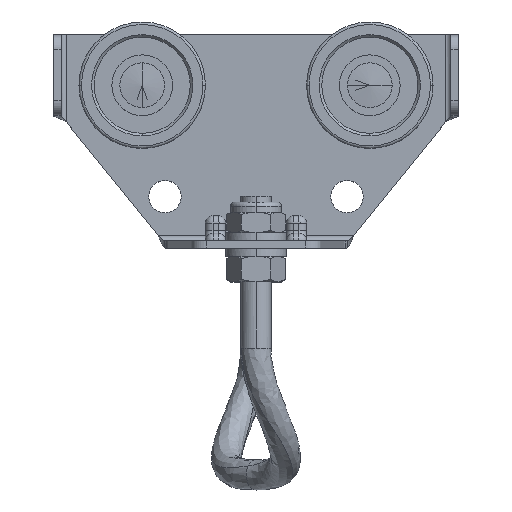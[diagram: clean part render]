
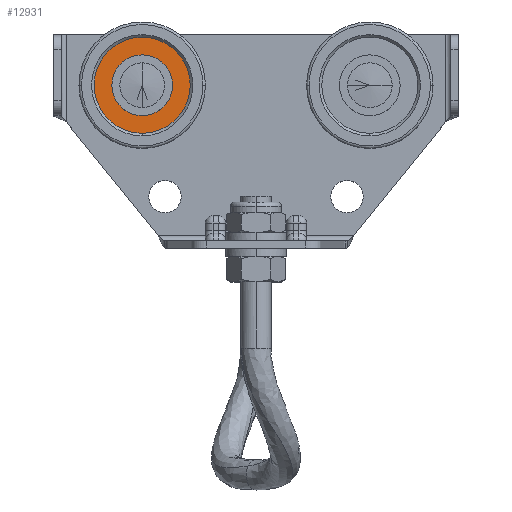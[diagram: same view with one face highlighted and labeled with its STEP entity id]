
A CAD part, top view. The second image highlights one B-rep face of the part: STEP entity #12931.
In plain terms, the highlighted planar face has unit normal (0, 0, 1).
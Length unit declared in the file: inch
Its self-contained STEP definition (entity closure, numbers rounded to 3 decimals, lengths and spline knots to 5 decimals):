
#131 = EDGE_LOOP ( 'NONE', ( #12948, #14643 ) ) ;
#298 = CARTESIAN_POINT ( 'NONE',  ( -0.88583, -0.3937, 0.45276 ) ) ;
#732 = DIRECTION ( 'NONE',  ( 0., 0., 1. ) ) ;
#1326 = CARTESIAN_POINT ( 'NONE',  ( -0.88583, -0.3937, 0.45276 ) ) ;
#1876 = ORIENTED_EDGE ( 'NONE', *, *, #16286, .T. ) ;
#2411 = DIRECTION ( 'NONE',  ( 1., 0., 0. ) ) ;
#2470 = AXIS2_PLACEMENT_3D ( 'NONE', #298, #13503, #5854 ) ;
#3657 = AXIS2_PLACEMENT_3D ( 'NONE', #10868, #5576, #16945 ) ;
#3724 = DIRECTION ( 'NONE',  ( 0., 0., -1. ) ) ;
#3968 = VERTEX_POINT ( 'NONE', #11321 ) ;
#4151 = CARTESIAN_POINT ( 'NONE',  ( -0.64961, -0.3937, 0.45276 ) ) ;
#4336 = DIRECTION ( 'NONE',  ( 1., 0., 0. ) ) ;
#4369 = ORIENTED_EDGE ( 'NONE', *, *, #11270, .T. ) ;
#5106 = EDGE_LOOP ( 'NONE', ( #1876, #4369 ) ) ;
#5576 = DIRECTION ( 'NONE',  ( 0., 0., 1. ) ) ;
#5854 = DIRECTION ( 'NONE',  ( 0., -1., 0. ) ) ;
#6802 = EDGE_CURVE ( 'NONE', #18538, #10916, #13053, .T. ) ;
#7037 = CARTESIAN_POINT ( 'NONE',  ( -1.12205, -0.3937, 0.45276 ) ) ;
#7610 = AXIS2_PLACEMENT_3D ( 'NONE', #18117, #732, #2411 ) ;
#10868 = CARTESIAN_POINT ( 'NONE',  ( -0.88583, -0.3937, 0.45276 ) ) ;
#10916 = VERTEX_POINT ( 'NONE', #7037 ) ;
#11270 = EDGE_CURVE ( 'NONE', #17732, #3968, #12681, .T. ) ;
#11321 = CARTESIAN_POINT ( 'NONE',  ( -0.88583, -0.76772, 0.45276 ) ) ;
#12681 = CIRCLE ( 'NONE', #3657, 0.37402 ) ;
#12931 = ADVANCED_FACE ( 'NONE', ( #13827, #18201 ), #16874, .F. ) ;
#12948 = ORIENTED_EDGE ( 'NONE', *, *, #6802, .F. ) ;
#13053 = CIRCLE ( 'NONE', #7610, 0.23622 ) ;
#13503 = DIRECTION ( 'NONE',  ( 0., 0., 1. ) ) ;
#13827 = FACE_BOUND ( 'NONE', #131, .T. ) ;
#14643 = ORIENTED_EDGE ( 'NONE', *, *, #17555, .F. ) ;
#14726 = CARTESIAN_POINT ( 'NONE',  ( -0.88583, -0.01969, 0.45276 ) ) ;
#14841 = CIRCLE ( 'NONE', #2470, 0.37402 ) ;
#15258 = DIRECTION ( 'NONE',  ( -1., 0., 0. ) ) ;
#15530 = CARTESIAN_POINT ( 'NONE',  ( -0.88583, -0.15748, 0.45276 ) ) ;
#15677 = DIRECTION ( 'NONE',  ( 0., 0., 1. ) ) ;
#15801 = CIRCLE ( 'NONE', #16976, 0.23622 ) ;
#16286 = EDGE_CURVE ( 'NONE', #3968, #17732, #14841, .T. ) ;
#16874 = PLANE ( 'NONE',  #18205 ) ;
#16945 = DIRECTION ( 'NONE',  ( 0., -1., 0. ) ) ;
#16976 = AXIS2_PLACEMENT_3D ( 'NONE', #1326, #15677, #4336 ) ;
#17555 = EDGE_CURVE ( 'NONE', #10916, #18538, #15801, .T. ) ;
#17732 = VERTEX_POINT ( 'NONE', #14726 ) ;
#18117 = CARTESIAN_POINT ( 'NONE',  ( -0.88583, -0.3937, 0.45276 ) ) ;
#18201 = FACE_OUTER_BOUND ( 'NONE', #5106, .T. ) ;
#18205 = AXIS2_PLACEMENT_3D ( 'NONE', #15530, #3724, #15258 ) ;
#18538 = VERTEX_POINT ( 'NONE', #4151 ) ;
